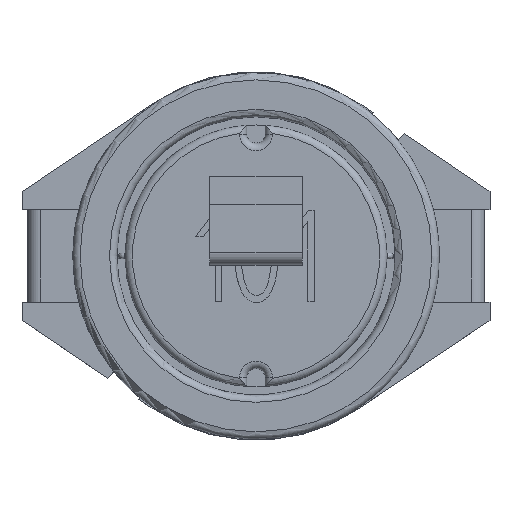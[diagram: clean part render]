
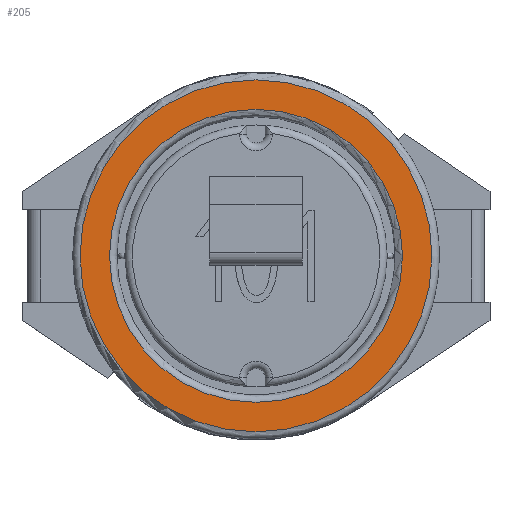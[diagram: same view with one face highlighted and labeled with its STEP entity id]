
A CAD part, top view. The second image highlights one B-rep face of the part: STEP entity #205.
In plain terms, the highlighted planar face has unit normal (0, 0, 1).
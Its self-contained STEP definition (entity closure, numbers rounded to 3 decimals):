
#205 = ADVANCED_FACE( '', ( #489, #490 ), #491, .F. );
#489 = FACE_OUTER_BOUND( '', #1119, .T. );
#490 = FACE_BOUND( '', #1120, .T. );
#491 = PLANE( '', #1121 );
#1119 = EDGE_LOOP( '', ( #3418 ) );
#1120 = EDGE_LOOP( '', ( #3419 ) );
#1121 = AXIS2_PLACEMENT_3D( '', #3420, #3421, #3422 );
#3418 = ORIENTED_EDGE( '', *, *, #4293, .T. );
#3419 = ORIENTED_EDGE( '', *, *, #4294, .T. );
#3420 = CARTESIAN_POINT( '', ( 0., 0., 0. ) );
#3421 = DIRECTION( '', ( 0., 0., -1. ) );
#3422 = DIRECTION( '', ( -1., 0., 0. ) );
#4293 = EDGE_CURVE( '', #4787, #4787, #4788, .F. );
#4294 = EDGE_CURVE( '', #4789, #4789, #4790, .T. );
#4787 = VERTEX_POINT( '', #5670 );
#4788 = CIRCLE( '', #5671, 4.775 );
#4789 = VERTEX_POINT( '', #5672 );
#4790 = CIRCLE( '', #5673, 3.975 );
#5670 = CARTESIAN_POINT( '', ( -4.775, 0., 0. ) );
#5671 = AXIS2_PLACEMENT_3D( '', #6439, #6440, #6441 );
#5672 = CARTESIAN_POINT( '', ( -3.975, 0., 0. ) );
#5673 = AXIS2_PLACEMENT_3D( '', #6442, #6443, #6444 );
#6439 = CARTESIAN_POINT( '', ( 0., 0., 0. ) );
#6440 = DIRECTION( '', ( 0., 0., -1. ) );
#6441 = DIRECTION( '', ( -1., 0., 0. ) );
#6442 = CARTESIAN_POINT( '', ( 0., 0., 0. ) );
#6443 = DIRECTION( '', ( 0., 0., -1. ) );
#6444 = DIRECTION( '', ( -1., 0., 0. ) );
